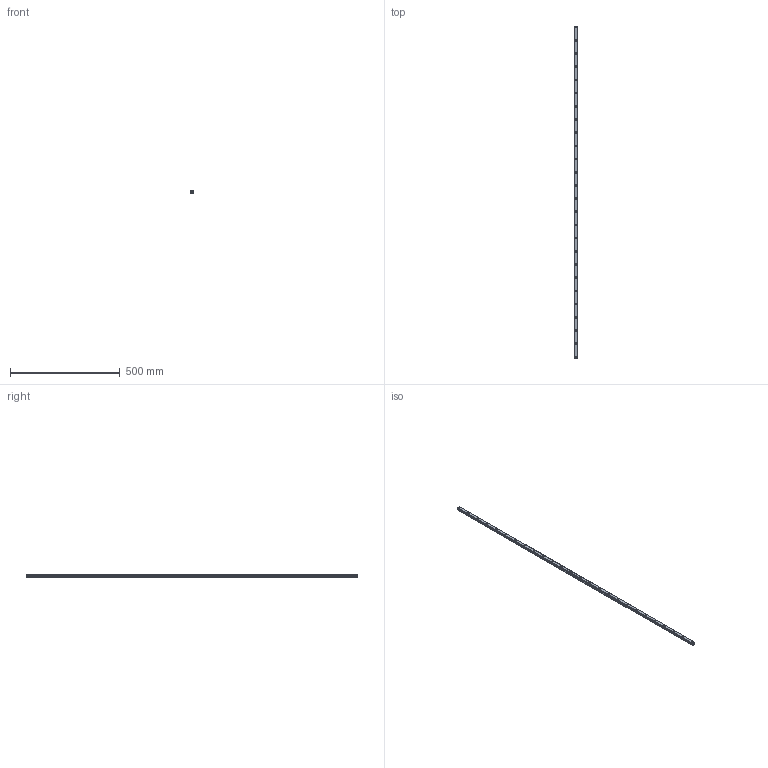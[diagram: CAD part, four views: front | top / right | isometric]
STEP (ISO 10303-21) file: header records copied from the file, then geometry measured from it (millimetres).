
FILE_DESCRIPTION(('STEP AP214'),'1');
FILE_NAME('cctmp_5F9D0E69-EAF7-4B1C-BD0D-00202F0B465B_2021_02_03_12_02_26_0951..stp','2021-02-03T11:02:27',('HIWIN GmbH'),('CADClick - www.CADClick.com'),'Spatial InterOp 3D',' ','unknown authorization');
FILE_SCHEMA(('AUTOMOTIVE_DESIGN'));
Length unit declared in the file: millimetre
Products named in the file (1): EGR15U1510C_FILE
Bounding box: 15 x 1510 x 12.5 mm (x, y, z)
Volume: 240276.2 mm3; surface area: 92336.8 mm2
Topology: 1 solids, 1 shells, 363 faces, 915 edges, 610 vertices
Faces by surface type: plane 189, cylinder 174
Entity records: 14029 total; most frequent: DIRECTION 2095, CARTESIAN_POINT 1889, ORIENTED_EDGE 1830, EDGE_CURVE 915, AXIS2_PLACEMENT_3D 816, VERTEX_POINT 610, LINE 463, VECTOR 463
